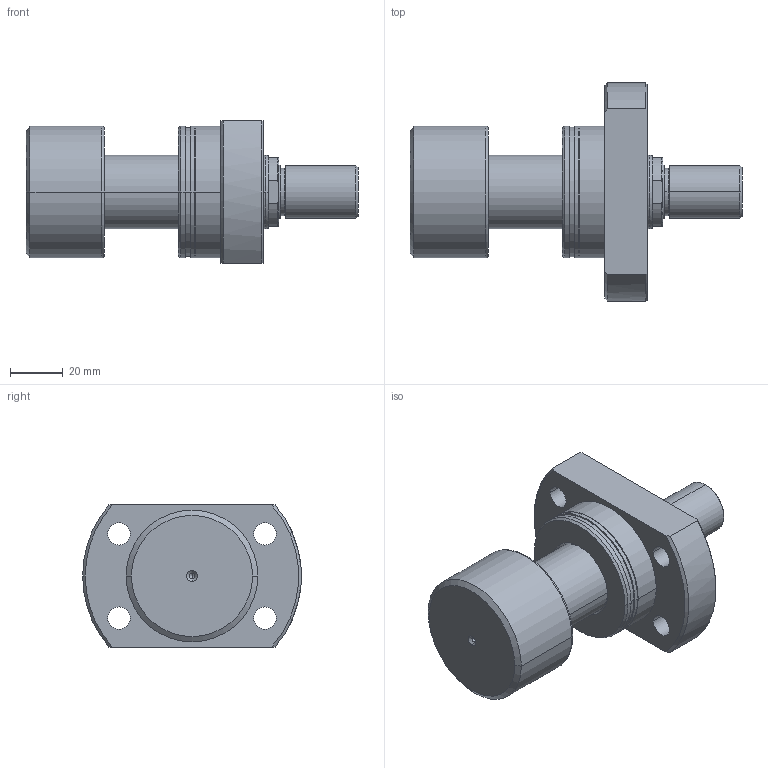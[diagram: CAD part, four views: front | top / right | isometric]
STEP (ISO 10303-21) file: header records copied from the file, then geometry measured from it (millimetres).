
FILE_DESCRIPTION (( 'STEP AP203' ), '1' );
FILE_NAME ('5e8d.STEP', '2024-01-08T12:31:02', ( '' ), ( '' ), 'SwSTEP 2.0', 'SolidWorks 2019', '' );
FILE_SCHEMA (( 'CONFIG_CONTROL_DESIGN' ));
Length unit declared in the file: millimetre
Products named in the file (4): V450CM_MALE_METRIC 39073d26ed96301e73f680139a557f61; V400CL_VC_X 39073d26ed96301e73f680139a557f61; 5e8d; V400CL_PC_Y 39073d26ed96301e73f680139a557f61
Assembly tree (3 placements, depth 2):
  5e8d
    V400CL_VC_X 39073d26ed96301e73f680139a557f61
    V400CL_PC_Y 39073d26ed96301e73f680139a557f61
    V450CM_MALE_METRIC 39073d26ed96301e73f680139a557f61
Bounding box: 126 x 83 x 54 mm (x, y, z)
Volume: 178322 mm3; surface area: 35373.9 mm2
Topology: 3 solids, 3 shells, 117 faces, 258 edges, 159 vertices
Faces by surface type: cylinder 51, cone 32, plane 30, torus 4
Entity records: 3675 total; most frequent: DIRECTION 629, CARTESIAN_POINT 584, ORIENTED_EDGE 508, AXIS2_PLACEMENT_3D 268, EDGE_CURVE 254, VERTEX_POINT 159, CIRCLE 145, EDGE_LOOP 143
